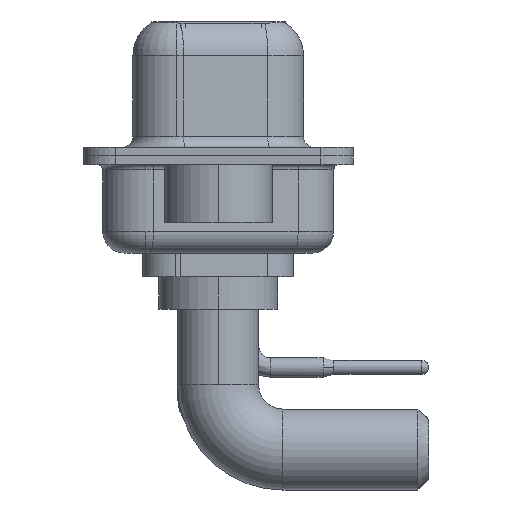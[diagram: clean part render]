
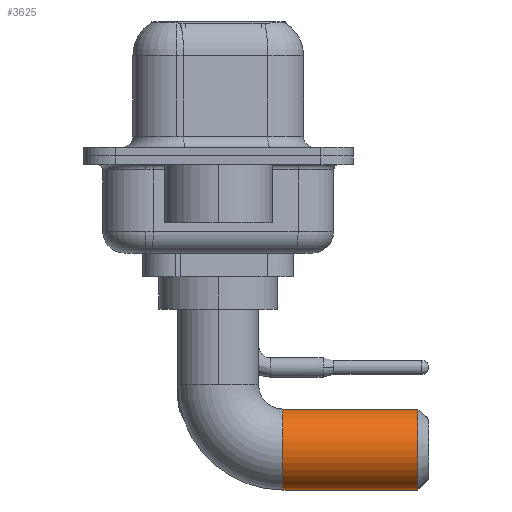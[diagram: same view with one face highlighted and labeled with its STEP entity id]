
A CAD part, left-side view. The second image highlights one B-rep face of the part: STEP entity #3625.
In plain terms, the highlighted cylindrical face has radius 1.875 mm (diameter 3.75 mm), a partial arc.
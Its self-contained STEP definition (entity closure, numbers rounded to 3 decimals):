
#694 = CARTESIAN_POINT ( 'NONE',  ( 0., -3., -8.375 ) ) ;
#1073 = ORIENTED_EDGE ( 'NONE', *, *, #1373, .T. ) ;
#1373 = EDGE_CURVE ( 'NONE', #13027, #2112, #20025, .T. ) ;
#1471 = VERTEX_POINT ( 'NONE', #17418 ) ;
#1539 = DIRECTION ( 'NONE',  ( 0., -1., 0. ) ) ;
#1546 = VERTEX_POINT ( 'NONE', #14085 ) ;
#1647 = AXIS2_PLACEMENT_3D ( 'NONE', #21722, #8230, #15045 ) ;
#2112 = VERTEX_POINT ( 'NONE', #6195 ) ;
#2985 = FACE_OUTER_BOUND ( 'NONE', #4503, .T. ) ;
#3245 = CARTESIAN_POINT ( 'NONE',  ( 0., -3., -6.5 ) ) ;
#3550 = CIRCLE ( 'NONE', #6029, 1.875 ) ;
#3625 = ADVANCED_FACE ( 'NONE', ( #2985 ), #14930, .T. ) ;
#4503 = EDGE_LOOP ( 'NONE', ( #11990, #21091, #15115, #1073 ) ) ;
#6029 = AXIS2_PLACEMENT_3D ( 'NONE', #3245, #6499, #6820 ) ;
#6195 = CARTESIAN_POINT ( 'NONE',  ( 0., -9.25, -4.625 ) ) ;
#6499 = DIRECTION ( 'NONE',  ( 0., -1., 0. ) ) ;
#6820 = DIRECTION ( 'NONE',  ( -1., 0., 0. ) ) ;
#7117 = VECTOR ( 'NONE', #1539, 1000. ) ;
#7955 = LINE ( 'NONE', #694, #17653 ) ;
#8230 = DIRECTION ( 'NONE',  ( 0., -1., 0. ) ) ;
#9040 = CARTESIAN_POINT ( 'NONE',  ( 0., -9.25, -8.375 ) ) ;
#10423 = AXIS2_PLACEMENT_3D ( 'NONE', #16539, #11636, #21993 ) ;
#11303 = DIRECTION ( 'NONE',  ( 0., -1., 0. ) ) ;
#11636 = DIRECTION ( 'NONE',  ( 0., 1., 0. ) ) ;
#11990 = ORIENTED_EDGE ( 'NONE', *, *, #14916, .F. ) ;
#13027 = VERTEX_POINT ( 'NONE', #9040 ) ;
#14085 = CARTESIAN_POINT ( 'NONE',  ( 0., -3., -4.625 ) ) ;
#14916 = EDGE_CURVE ( 'NONE', #1546, #2112, #20064, .T. ) ;
#14930 = CYLINDRICAL_SURFACE ( 'NONE', #1647, 1.875 ) ;
#15045 = DIRECTION ( 'NONE',  ( 0., 0., -1. ) ) ;
#15115 = ORIENTED_EDGE ( 'NONE', *, *, #18712, .T. ) ;
#16539 = CARTESIAN_POINT ( 'NONE',  ( 0., -9.25, -6.5 ) ) ;
#17418 = CARTESIAN_POINT ( 'NONE',  ( 0., -3., -8.375 ) ) ;
#17653 = VECTOR ( 'NONE', #11303, 1000. ) ;
#18380 = CARTESIAN_POINT ( 'NONE',  ( 0., -3., -4.625 ) ) ;
#18712 = EDGE_CURVE ( 'NONE', #1471, #13027, #7955, .T. ) ;
#20025 = CIRCLE ( 'NONE', #10423, 1.875 ) ;
#20064 = LINE ( 'NONE', #18380, #7117 ) ;
#20320 = EDGE_CURVE ( 'NONE', #1546, #1471, #3550, .T. ) ;
#21091 = ORIENTED_EDGE ( 'NONE', *, *, #20320, .T. ) ;
#21722 = CARTESIAN_POINT ( 'NONE',  ( 0., -3., -6.5 ) ) ;
#21993 = DIRECTION ( 'NONE',  ( 0., 0., -1. ) ) ;
